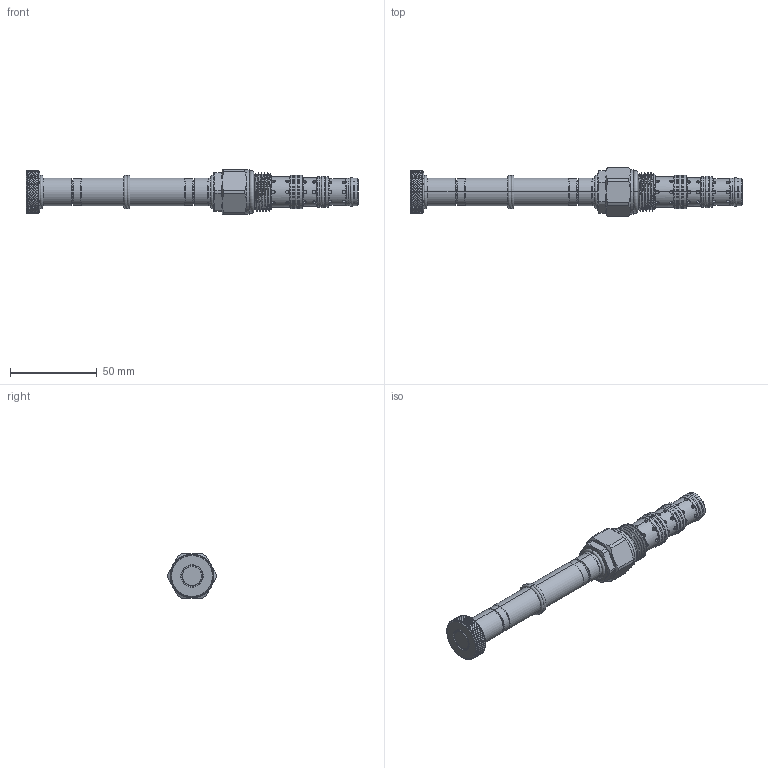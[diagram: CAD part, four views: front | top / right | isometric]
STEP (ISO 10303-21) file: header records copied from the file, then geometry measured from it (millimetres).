
FILE_DESCRIPTION (( 'STEP AP203' ), '1' );
FILE_NAME ('ES10W4C26N05.STEP', '2024-05-16T06:13:54', ( '' ), ( '' ), 'SwSTEP 2.0', 'SolidWorks 2018', '' );
FILE_SCHEMA (( 'CONFIG_CONTROL_DESIGN' ));
Products named in the file (1): ES10W4C26N05
Bounding box: 191.45 x 28.29 x 25.4 mm (x, y, z)
Volume: 50227 mm3; surface area: 15538.8 mm2
Topology: 1 solids, 1 shells, 2850 faces, 6024 edges, 3222 vertices
Faces by surface type: bspline 2007, cylinder 713, plane 48, cone 42, torus 40
Entity records: 108269 total; most frequent: CARTESIAN_POINT 70795, ORIENTED_EDGE 12048, EDGE_CURVE 6024, VERTEX_POINT 3222, EDGE_LOOP 2896, ADVANCED_FACE 2850, FACE_OUTER_BOUND 2850, DIRECTION 2787
